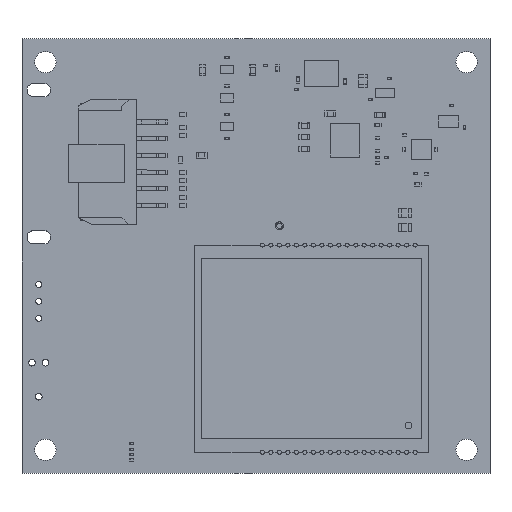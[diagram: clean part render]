
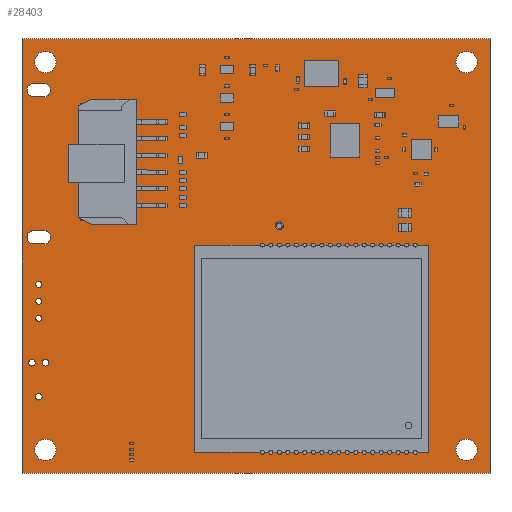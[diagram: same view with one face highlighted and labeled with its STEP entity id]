
A CAD part, top view. The second image highlights one B-rep face of the part: STEP entity #28403.
In plain terms, the highlighted planar face has unit normal (0, 0, 1).
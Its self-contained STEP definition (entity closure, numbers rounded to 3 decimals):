
#27610 = VERTEX_POINT('',#27611);
#27611 = CARTESIAN_POINT('',(0.,0.,0.));
#27617 = EDGE_CURVE('',#27610,#27618,#27620,.T.);
#27618 = VERTEX_POINT('',#27619);
#27619 = CARTESIAN_POINT('',(0.,65.,0.));
#27620 = LINE('',#27621,#27622);
#27621 = CARTESIAN_POINT('',(0.,0.,0.));
#27622 = VECTOR('',#27623,1.);
#27623 = DIRECTION('',(0.,1.,0.));
#27648 = EDGE_CURVE('',#27618,#27649,#27651,.T.);
#27649 = VERTEX_POINT('',#27650);
#27650 = CARTESIAN_POINT('',(70.,65.,0.));
#27651 = LINE('',#27652,#27653);
#27652 = CARTESIAN_POINT('',(0.,65.,0.));
#27653 = VECTOR('',#27654,1.);
#27654 = DIRECTION('',(1.,0.,0.));
#27679 = EDGE_CURVE('',#27649,#27680,#27682,.T.);
#27680 = VERTEX_POINT('',#27681);
#27681 = CARTESIAN_POINT('',(70.,0.,0.));
#27682 = LINE('',#27683,#27684);
#27683 = CARTESIAN_POINT('',(70.,65.,0.));
#27684 = VECTOR('',#27685,1.);
#27685 = DIRECTION('',(0.,-1.,0.));
#27710 = EDGE_CURVE('',#27680,#27610,#27711,.T.);
#27711 = LINE('',#27712,#27713);
#27712 = CARTESIAN_POINT('',(70.,0.,0.));
#27713 = VECTOR('',#27714,1.);
#27714 = DIRECTION('',(-1.,0.,0.));
#27734 = VERTEX_POINT('',#27735);
#27735 = CARTESIAN_POINT('',(1.984,16.54,0.));
#27741 = EDGE_CURVE('',#27734,#27734,#27742,.T.);
#27742 = CIRCLE('',#27743,0.5);
#27743 = AXIS2_PLACEMENT_3D('',#27744,#27745,#27746);
#27744 = CARTESIAN_POINT('',(1.484,16.54,0.));
#27745 = DIRECTION('',(0.,0.,1.));
#27746 = DIRECTION('',(1.,0.,-0.));
#27767 = VERTEX_POINT('',#27768);
#27768 = CARTESIAN_POINT('',(5.1,3.5,0.));
#27774 = EDGE_CURVE('',#27767,#27767,#27775,.T.);
#27775 = CIRCLE('',#27776,1.6);
#27776 = AXIS2_PLACEMENT_3D('',#27777,#27778,#27779);
#27777 = CARTESIAN_POINT('',(3.5,3.5,0.));
#27778 = DIRECTION('',(0.,0.,1.));
#27779 = DIRECTION('',(1.,0.,-0.));
#27800 = VERTEX_POINT('',#27801);
#27801 = CARTESIAN_POINT('',(3.,11.46,0.));
#27807 = EDGE_CURVE('',#27800,#27800,#27808,.T.);
#27808 = CIRCLE('',#27809,0.5);
#27809 = AXIS2_PLACEMENT_3D('',#27810,#27811,#27812);
#27810 = CARTESIAN_POINT('',(2.5,11.46,0.));
#27811 = DIRECTION('',(0.,0.,1.));
#27812 = DIRECTION('',(1.,0.,-0.));
#27833 = VERTEX_POINT('',#27834);
#27834 = CARTESIAN_POINT('',(1.75,34.3,0.));
#27840 = EDGE_CURVE('',#27833,#27841,#27843,.T.);
#27841 = VERTEX_POINT('',#27842);
#27842 = CARTESIAN_POINT('',(3.25,34.3,0.));
#27843 = LINE('',#27844,#27845);
#27844 = CARTESIAN_POINT('',(1.75,34.3,0.));
#27845 = VECTOR('',#27846,1.);
#27846 = DIRECTION('',(1.,0.,0.));
#27871 = EDGE_CURVE('',#27841,#27872,#27874,.T.);
#27872 = VERTEX_POINT('',#27873);
#27873 = CARTESIAN_POINT('',(3.25,36.3,0.));
#27874 = CIRCLE('',#27875,1.);
#27875 = AXIS2_PLACEMENT_3D('',#27876,#27877,#27878);
#27876 = CARTESIAN_POINT('',(3.25,35.3,0.));
#27877 = DIRECTION('',(0.,-0.,1.));
#27878 = DIRECTION('',(0.,-1.,-0.));
#27904 = EDGE_CURVE('',#27872,#27905,#27907,.T.);
#27905 = VERTEX_POINT('',#27906);
#27906 = CARTESIAN_POINT('',(1.75,36.3,0.));
#27907 = LINE('',#27908,#27909);
#27908 = CARTESIAN_POINT('',(3.25,36.3,0.));
#27909 = VECTOR('',#27910,1.);
#27910 = DIRECTION('',(-1.,0.,0.));
#27935 = EDGE_CURVE('',#27905,#27833,#27936,.T.);
#27936 = CIRCLE('',#27937,1.);
#27937 = AXIS2_PLACEMENT_3D('',#27938,#27939,#27940);
#27938 = CARTESIAN_POINT('',(1.75,35.3,0.));
#27939 = DIRECTION('',(0.,0.,1.));
#27940 = DIRECTION('',(0.,1.,0.));
#27961 = VERTEX_POINT('',#27962);
#27962 = CARTESIAN_POINT('',(1.75,56.3,0.));
#27968 = EDGE_CURVE('',#27961,#27969,#27971,.T.);
#27969 = VERTEX_POINT('',#27970);
#27970 = CARTESIAN_POINT('',(3.25,56.3,0.));
#27971 = LINE('',#27972,#27973);
#27972 = CARTESIAN_POINT('',(1.75,56.3,0.));
#27973 = VECTOR('',#27974,1.);
#27974 = DIRECTION('',(1.,0.,0.));
#27999 = EDGE_CURVE('',#27969,#28000,#28002,.T.);
#28000 = VERTEX_POINT('',#28001);
#28001 = CARTESIAN_POINT('',(3.25,58.3,0.));
#28002 = CIRCLE('',#28003,1.);
#28003 = AXIS2_PLACEMENT_3D('',#28004,#28005,#28006);
#28004 = CARTESIAN_POINT('',(3.25,57.3,0.));
#28005 = DIRECTION('',(0.,-0.,1.));
#28006 = DIRECTION('',(0.,-1.,-0.));
#28032 = EDGE_CURVE('',#28000,#28033,#28035,.T.);
#28033 = VERTEX_POINT('',#28034);
#28034 = CARTESIAN_POINT('',(1.75,58.3,0.));
#28035 = LINE('',#28036,#28037);
#28036 = CARTESIAN_POINT('',(3.25,58.3,0.));
#28037 = VECTOR('',#28038,1.);
#28038 = DIRECTION('',(-1.,0.,0.));
#28063 = EDGE_CURVE('',#28033,#27961,#28064,.T.);
#28064 = CIRCLE('',#28065,1.);
#28065 = AXIS2_PLACEMENT_3D('',#28066,#28067,#28068);
#28066 = CARTESIAN_POINT('',(1.75,57.3,0.));
#28067 = DIRECTION('',(0.,0.,1.));
#28068 = DIRECTION('',(0.,1.,0.));
#28089 = VERTEX_POINT('',#28090);
#28090 = CARTESIAN_POINT('',(5.1,61.5,0.));
#28096 = EDGE_CURVE('',#28089,#28089,#28097,.T.);
#28097 = CIRCLE('',#28098,1.6);
#28098 = AXIS2_PLACEMENT_3D('',#28099,#28100,#28101);
#28099 = CARTESIAN_POINT('',(3.5,61.5,0.));
#28100 = DIRECTION('',(0.,0.,1.));
#28101 = DIRECTION('',(1.,0.,-0.));
#28122 = VERTEX_POINT('',#28123);
#28123 = CARTESIAN_POINT('',(2.95,23.17,0.));
#28129 = EDGE_CURVE('',#28122,#28122,#28130,.T.);
#28130 = CIRCLE('',#28131,0.45);
#28131 = AXIS2_PLACEMENT_3D('',#28132,#28133,#28134);
#28132 = CARTESIAN_POINT('',(2.5,23.17,0.));
#28133 = DIRECTION('',(0.,0.,1.));
#28134 = DIRECTION('',(1.,0.,-0.));
#28155 = VERTEX_POINT('',#28156);
#28156 = CARTESIAN_POINT('',(68.1,3.5,0.));
#28162 = EDGE_CURVE('',#28155,#28155,#28163,.T.);
#28163 = CIRCLE('',#28164,1.6);
#28164 = AXIS2_PLACEMENT_3D('',#28165,#28166,#28167);
#28165 = CARTESIAN_POINT('',(66.5,3.5,0.));
#28166 = DIRECTION('',(0.,0.,1.));
#28167 = DIRECTION('',(1.,0.,-0.));
#28188 = VERTEX_POINT('',#28189);
#28189 = CARTESIAN_POINT('',(4.016,16.54,0.));
#28195 = EDGE_CURVE('',#28188,#28188,#28196,.T.);
#28196 = CIRCLE('',#28197,0.5);
#28197 = AXIS2_PLACEMENT_3D('',#28198,#28199,#28200);
#28198 = CARTESIAN_POINT('',(3.516,16.54,0.));
#28199 = DIRECTION('',(0.,0.,1.));
#28200 = DIRECTION('',(1.,0.,-0.));
#28221 = VERTEX_POINT('',#28222);
#28222 = CARTESIAN_POINT('',(2.95,25.71,0.));
#28228 = EDGE_CURVE('',#28221,#28221,#28229,.T.);
#28229 = CIRCLE('',#28230,0.45);
#28230 = AXIS2_PLACEMENT_3D('',#28231,#28232,#28233);
#28231 = CARTESIAN_POINT('',(2.5,25.71,0.));
#28232 = DIRECTION('',(0.,0.,1.));
#28233 = DIRECTION('',(1.,0.,-0.));
#28254 = VERTEX_POINT('',#28255);
#28255 = CARTESIAN_POINT('',(2.95,28.25,0.));
#28261 = EDGE_CURVE('',#28254,#28254,#28262,.T.);
#28262 = CIRCLE('',#28263,0.45);
#28263 = AXIS2_PLACEMENT_3D('',#28264,#28265,#28266);
#28264 = CARTESIAN_POINT('',(2.5,28.25,0.));
#28265 = DIRECTION('',(0.,0.,1.));
#28266 = DIRECTION('',(1.,0.,-0.));
#28287 = VERTEX_POINT('',#28288);
#28288 = CARTESIAN_POINT('',(39.1,37.,0.));
#28294 = EDGE_CURVE('',#28287,#28287,#28295,.T.);
#28295 = CIRCLE('',#28296,0.6);
#28296 = AXIS2_PLACEMENT_3D('',#28297,#28298,#28299);
#28297 = CARTESIAN_POINT('',(38.5,37.,0.));
#28298 = DIRECTION('',(0.,0.,1.));
#28299 = DIRECTION('',(1.,0.,-0.));
#28320 = VERTEX_POINT('',#28321);
#28321 = CARTESIAN_POINT('',(68.1,61.5,0.));
#28327 = EDGE_CURVE('',#28320,#28320,#28328,.T.);
#28328 = CIRCLE('',#28329,1.6);
#28329 = AXIS2_PLACEMENT_3D('',#28330,#28331,#28332);
#28330 = CARTESIAN_POINT('',(66.5,61.5,0.));
#28331 = DIRECTION('',(0.,0.,1.));
#28332 = DIRECTION('',(1.,0.,-0.));
#28403 = ADVANCED_FACE('',(#28404,#28410,#28413,#28416,#28419,#28425,
    #28431,#28434,#28437,#28440,#28443,#28446,#28449,#28452),#28455,.F.
  );
#28404 = FACE_BOUND('',#28405,.F.);
#28405 = EDGE_LOOP('',(#28406,#28407,#28408,#28409));
#28406 = ORIENTED_EDGE('',*,*,#27617,.T.);
#28407 = ORIENTED_EDGE('',*,*,#27648,.T.);
#28408 = ORIENTED_EDGE('',*,*,#27679,.T.);
#28409 = ORIENTED_EDGE('',*,*,#27710,.T.);
#28410 = FACE_BOUND('',#28411,.F.);
#28411 = EDGE_LOOP('',(#28412));
#28412 = ORIENTED_EDGE('',*,*,#27741,.T.);
#28413 = FACE_BOUND('',#28414,.F.);
#28414 = EDGE_LOOP('',(#28415));
#28415 = ORIENTED_EDGE('',*,*,#27774,.T.);
#28416 = FACE_BOUND('',#28417,.F.);
#28417 = EDGE_LOOP('',(#28418));
#28418 = ORIENTED_EDGE('',*,*,#27807,.T.);
#28419 = FACE_BOUND('',#28420,.F.);
#28420 = EDGE_LOOP('',(#28421,#28422,#28423,#28424));
#28421 = ORIENTED_EDGE('',*,*,#27840,.T.);
#28422 = ORIENTED_EDGE('',*,*,#27871,.T.);
#28423 = ORIENTED_EDGE('',*,*,#27904,.T.);
#28424 = ORIENTED_EDGE('',*,*,#27935,.T.);
#28425 = FACE_BOUND('',#28426,.F.);
#28426 = EDGE_LOOP('',(#28427,#28428,#28429,#28430));
#28427 = ORIENTED_EDGE('',*,*,#27968,.T.);
#28428 = ORIENTED_EDGE('',*,*,#27999,.T.);
#28429 = ORIENTED_EDGE('',*,*,#28032,.T.);
#28430 = ORIENTED_EDGE('',*,*,#28063,.T.);
#28431 = FACE_BOUND('',#28432,.F.);
#28432 = EDGE_LOOP('',(#28433));
#28433 = ORIENTED_EDGE('',*,*,#28096,.T.);
#28434 = FACE_BOUND('',#28435,.F.);
#28435 = EDGE_LOOP('',(#28436));
#28436 = ORIENTED_EDGE('',*,*,#28129,.T.);
#28437 = FACE_BOUND('',#28438,.F.);
#28438 = EDGE_LOOP('',(#28439));
#28439 = ORIENTED_EDGE('',*,*,#28162,.T.);
#28440 = FACE_BOUND('',#28441,.F.);
#28441 = EDGE_LOOP('',(#28442));
#28442 = ORIENTED_EDGE('',*,*,#28195,.T.);
#28443 = FACE_BOUND('',#28444,.F.);
#28444 = EDGE_LOOP('',(#28445));
#28445 = ORIENTED_EDGE('',*,*,#28228,.T.);
#28446 = FACE_BOUND('',#28447,.F.);
#28447 = EDGE_LOOP('',(#28448));
#28448 = ORIENTED_EDGE('',*,*,#28261,.T.);
#28449 = FACE_BOUND('',#28450,.F.);
#28450 = EDGE_LOOP('',(#28451));
#28451 = ORIENTED_EDGE('',*,*,#28294,.T.);
#28452 = FACE_BOUND('',#28453,.F.);
#28453 = EDGE_LOOP('',(#28454));
#28454 = ORIENTED_EDGE('',*,*,#28327,.T.);
#28455 = PLANE('',#28456);
#28456 = AXIS2_PLACEMENT_3D('',#28457,#28458,#28459);
#28457 = CARTESIAN_POINT('',(35.,32.5,0.));
#28458 = DIRECTION('',(-0.,-0.,-1.));
#28459 = DIRECTION('',(-1.,0.,0.));
